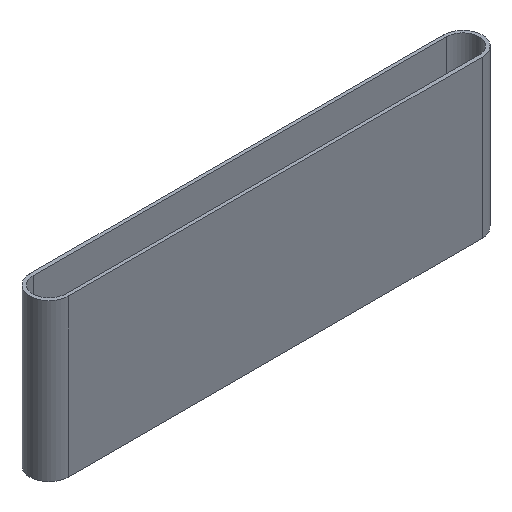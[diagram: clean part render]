
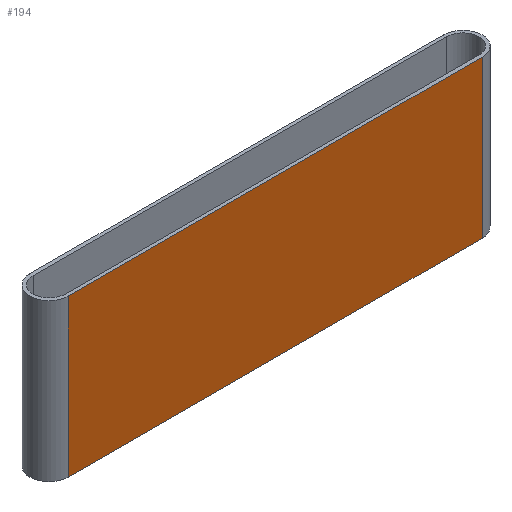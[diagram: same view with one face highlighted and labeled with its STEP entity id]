
A CAD part, isometric view. The second image highlights one B-rep face of the part: STEP entity #194.
In plain terms, the highlighted planar face has unit normal (0, -1, 0).
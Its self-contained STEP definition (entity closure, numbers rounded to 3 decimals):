
#27=FACE_OUTER_BOUND('',#38,.T.);
#38=EDGE_LOOP('',(#154,#155,#156,#157));
#43=LINE('',#301,#59);
#55=LINE('',#335,#71);
#56=LINE('',#338,#72);
#57=LINE('',#339,#73);
#59=VECTOR('',#247,10.);
#71=VECTOR('',#281,10.);
#72=VECTOR('',#284,10.);
#73=VECTOR('',#285,10.);
#82=VERTEX_POINT('',#294);
#85=VERTEX_POINT('',#299);
#96=VERTEX_POINT('',#333);
#97=VERTEX_POINT('',#337);
#101=EDGE_CURVE('',#85,#82,#43,.T.);
#118=EDGE_CURVE('',#85,#96,#55,.T.);
#119=EDGE_CURVE('',#97,#96,#56,.T.);
#120=EDGE_CURVE('',#82,#97,#57,.T.);
#154=ORIENTED_EDGE('',*,*,#118,.T.);
#155=ORIENTED_EDGE('',*,*,#119,.F.);
#156=ORIENTED_EDGE('',*,*,#120,.F.);
#157=ORIENTED_EDGE('',*,*,#101,.F.);
#174=PLANE('',#234);
#194=ADVANCED_FACE('',(#27),#174,.T.);
#234=AXIS2_PLACEMENT_3D('',#336,#282,#283);
#247=DIRECTION('',(-1.,0.,0.));
#281=DIRECTION('',(0.,0.,1.));
#282=DIRECTION('center_axis',(0.,-1.,0.));
#283=DIRECTION('ref_axis',(1.,0.,0.));
#284=DIRECTION('',(1.,0.,0.));
#285=DIRECTION('',(0.,0.,1.));
#294=CARTESIAN_POINT('',(0.,-60.,-244.8));
#299=CARTESIAN_POINT('',(1291.2,-60.,-244.8));
#301=CARTESIAN_POINT('',(0.,-60.,-244.8));
#333=CARTESIAN_POINT('',(1291.2,-60.,244.8));
#335=CARTESIAN_POINT('',(1291.2,-60.,0.));
#336=CARTESIAN_POINT('Origin',(0.,-60.,0.));
#337=CARTESIAN_POINT('',(0.,-60.,244.8));
#338=CARTESIAN_POINT('',(0.,-60.,244.8));
#339=CARTESIAN_POINT('',(0.,-60.,0.));
